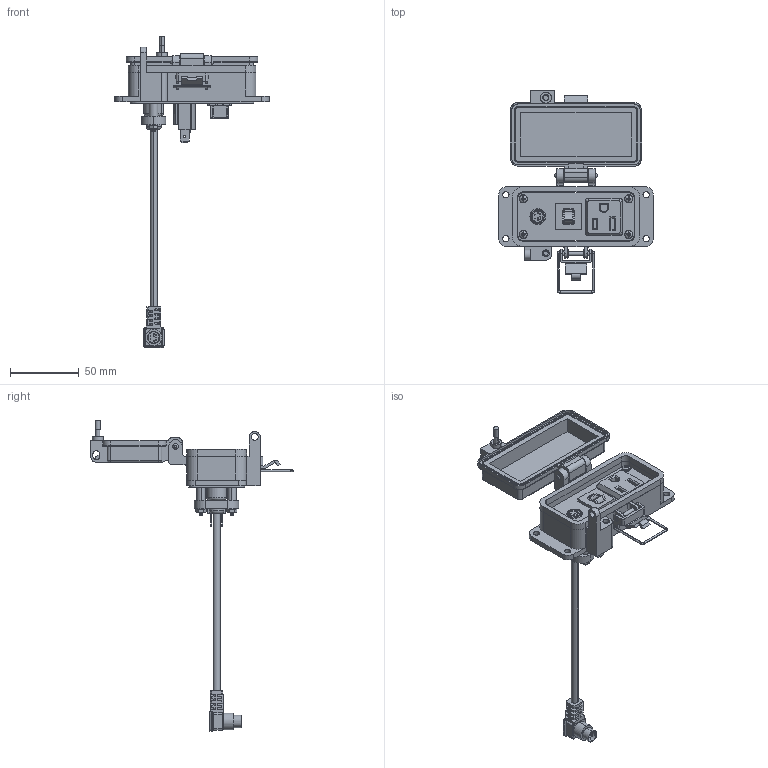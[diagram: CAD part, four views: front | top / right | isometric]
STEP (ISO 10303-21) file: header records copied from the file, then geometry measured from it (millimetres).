
FILE_DESCRIPTION (( 'STEP AP203' ), '1' );
FILE_NAME ('P-A14-F3R3_3D.STEP', '2022-02-07T16:17:43', ( '' ), ( '' ), 'SwSTEP 2.0', 'SolidWorks 2021', '' );
FILE_SCHEMA (( 'CONFIG_CONTROL_DESIGN' ));
Length unit declared in the file: millimetre
Products named in the file (16): Z-000-440112FH_90273A119; P-A14-F3R3_TP240_1; CBX; P-A14-F3R3_BP180_1; Z-001-SPR_7_8; -F3; Z-CB-SM; P-A14-F3R3_3D; Z-H-F3_B; Z-002-4401_4HN_90675A005; A14; 92005A124_METRIC PAN HEAD PHILLIPS MACHINE SCREW_92005A124; P-A14-F3R3_FP060_1; Z-200-OTLT-R0SQ; Z-020-1013; R
Assembly tree (21 placements, depth 3):
  P-A14-F3R3_3D
    -F3
      Z-H-F3_B
    P-A14-F3R3_BP180_1
    P-A14-F3R3_FP060_1
    P-A14-F3R3_TP240_1
    Z-000-440112FH_90273A119  x2
    A14
      Z-020-1013
    Z-001-SPR_7_8  x2
    Z-002-4401_4HN_90675A005  x2
    CBX
      Z-CB-SM
    R
      Z-200-OTLT-R0SQ
    92005A124_METRIC PAN HEAD PHILLIPS MACHINE SCREW_92005A124  x4
Bounding box: 113 x 147.61 x 227.6 mm (x, y, z)
Volume: 109436.1 mm3; surface area: 79856.6 mm2
Topology: 28 solids, 28 shells, 2562 faces, 7245 edges, 4769 vertices
Faces by surface type: cylinder 1515, plane 729, cone 141, bspline 116, sphere 42, torus 19
Entity records: 65017 total; most frequent: CARTESIAN_POINT 23443, ORIENTED_EDGE 9146, DIRECTION 7406, EDGE_CURVE 4573, VERTEX_POINT 3010, AXIS2_PLACEMENT_3D 2485, LINE 2436, VECTOR 2436
